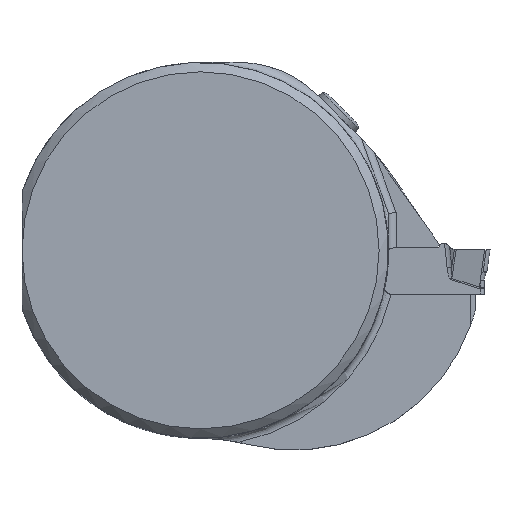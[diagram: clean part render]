
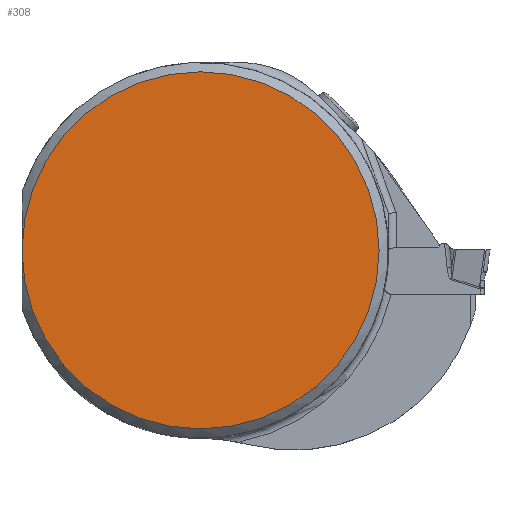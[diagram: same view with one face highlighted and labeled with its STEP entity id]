
A CAD part, top view. The second image highlights one B-rep face of the part: STEP entity #308.
In plain terms, the highlighted planar face has unit normal (0, 0, 1).
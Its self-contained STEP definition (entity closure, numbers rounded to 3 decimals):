
#183=FACE_OUTER_BOUND('',#555,.T.);
#308=ADVANCED_FACE('',(#183),#433,.F.);
#433=PLANE('',#2422);
#495=CIRCLE('',#2419,19.);
#555=EDGE_LOOP('',(#862));
#862=ORIENTED_EDGE('',*,*,#1725,.T.);
#1509=VERTEX_POINT('',#3268);
#1725=EDGE_CURVE('',#1509,#1509,#495,.T.);
#2419=AXIS2_PLACEMENT_3D('',#3269,#2657,#2658);
#2422=AXIS2_PLACEMENT_3D('',#3308,#2663,#2664);
#2657=DIRECTION('',(0.,0.,1.));
#2658=DIRECTION('',(1.,0.,0.));
#2663=DIRECTION('',(0.,0.,-1.));
#2664=DIRECTION('',(1.,0.,0.));
#3268=CARTESIAN_POINT('',(-19.,0.,0.325));
#3269=CARTESIAN_POINT('',(0.,0.,0.325));
#3308=CARTESIAN_POINT('',(0.,0.,0.325));
